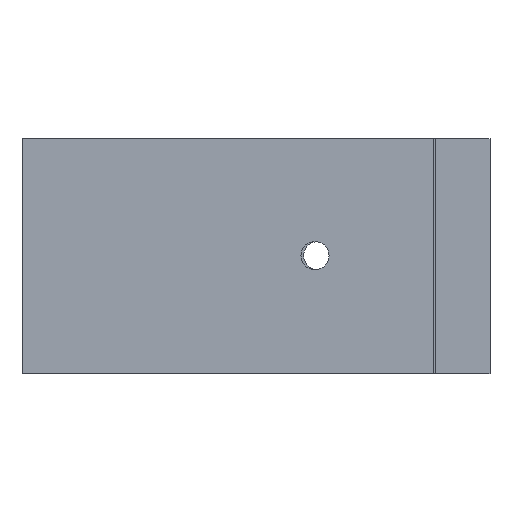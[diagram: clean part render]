
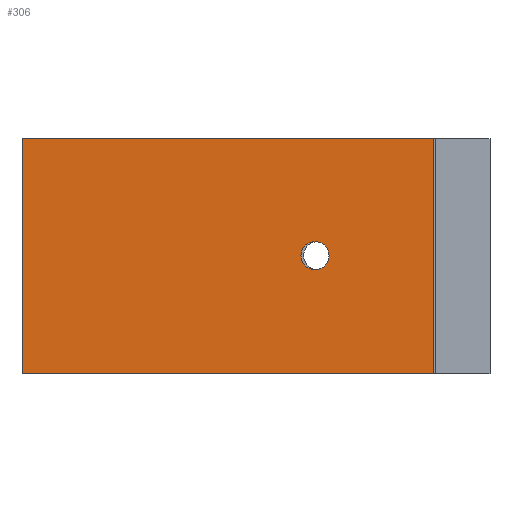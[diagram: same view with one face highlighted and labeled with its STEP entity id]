
A CAD part, left-side view. The second image highlights one B-rep face of the part: STEP entity #306.
In plain terms, the highlighted planar face has unit normal (-1, 0, 0).
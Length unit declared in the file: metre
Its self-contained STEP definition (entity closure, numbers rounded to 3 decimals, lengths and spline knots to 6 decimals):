
#28=CIRCLE('',#352,0.0013);
#50=ORIENTED_EDGE('',*,*,#118,.T.);
#51=ORIENTED_EDGE('',*,*,#105,.T.);
#52=ORIENTED_EDGE('',*,*,#115,.T.);
#53=ORIENTED_EDGE('',*,*,#112,.F.);
#54=ORIENTED_EDGE('',*,*,#109,.F.);
#105=EDGE_CURVE('',#143,#144,#169,.T.);
#109=EDGE_CURVE('',#143,#147,#173,.T.);
#112=EDGE_CURVE('',#147,#149,#176,.T.);
#115=EDGE_CURVE('',#144,#149,#179,.T.);
#118=EDGE_CURVE('',#152,#152,#28,.T.);
#143=VERTEX_POINT('',#452);
#144=VERTEX_POINT('',#453);
#147=VERTEX_POINT('',#461);
#149=VERTEX_POINT('',#467);
#152=VERTEX_POINT('',#479);
#169=LINE('',#451,#205);
#173=LINE('',#460,#209);
#176=LINE('',#466,#212);
#179=LINE('',#472,#215);
#205=VECTOR('',#371,1.);
#209=VECTOR('',#377,1.);
#212=VECTOR('',#382,1.);
#215=VECTOR('',#387,1.);
#247=EDGE_LOOP('',(#50));
#248=EDGE_LOOP('',(#51,#52,#53,#54));
#269=FACE_BOUND('',#247,.T.);
#270=FACE_BOUND('',#248,.T.);
#290=PLANE('',#351);
#306=ADVANCED_FACE('',(#269,#270),#290,.F.);
#351=AXIS2_PLACEMENT_3D('',#477,#393,#394);
#352=AXIS2_PLACEMENT_3D('',#478,#395,#396);
#371=DIRECTION('',(0.,-1.,0.));
#377=DIRECTION('',(0.,0.,1.));
#382=DIRECTION('',(0.,-1.,0.));
#387=DIRECTION('',(0.,0.,1.));
#393=DIRECTION('',(1.,0.,0.));
#394=DIRECTION('',(0.,1.,0.));
#395=DIRECTION('',(1.,0.,0.));
#396=DIRECTION('',(0.,0.,-1.));
#451=CARTESIAN_POINT('',(0.,0.,-0.010859));
#452=CARTESIAN_POINT('',(0.,0.019002,-0.010859));
#453=CARTESIAN_POINT('',(0.,-0.019002,-0.010859));
#460=CARTESIAN_POINT('',(0.,0.019002,0.));
#461=CARTESIAN_POINT('',(0.,0.019002,0.010859));
#466=CARTESIAN_POINT('',(0.,0.,0.010859));
#467=CARTESIAN_POINT('',(0.,-0.019002,0.010859));
#472=CARTESIAN_POINT('',(0.,-0.019002,0.));
#477=CARTESIAN_POINT('',(0.,0.,0.));
#478=CARTESIAN_POINT('',(0.,-0.008066,0.));
#479=CARTESIAN_POINT('',(0.,-0.008066,-0.0013));
